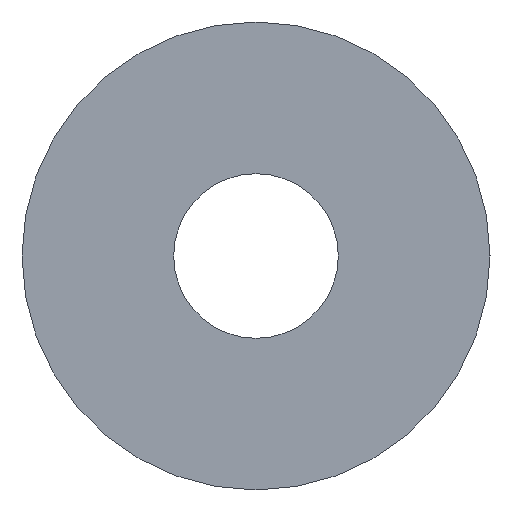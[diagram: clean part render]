
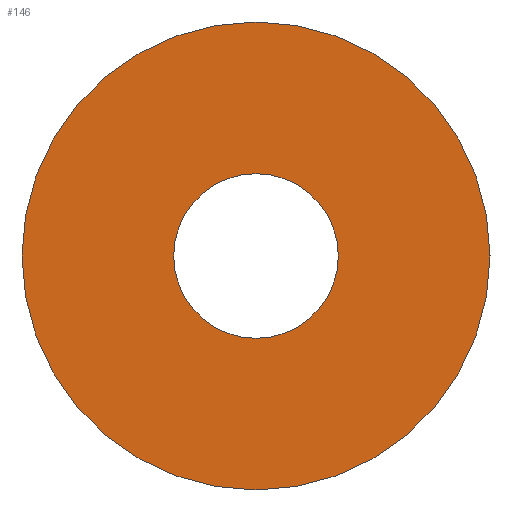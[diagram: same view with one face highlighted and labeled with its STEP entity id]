
A CAD part, left-side view. The second image highlights one B-rep face of the part: STEP entity #146.
In plain terms, the highlighted planar face has unit normal (-1, 0, 0).
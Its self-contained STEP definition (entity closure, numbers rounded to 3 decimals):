
#72 = EDGE_CURVE( '', #94, #158, #184, .T. );
#74 = VERTEX_POINT( '', #186 );
#94 = VERTEX_POINT( '', #211 );
#96 = EDGE_CURVE( '', #74, #104, #213, .T. );
#104 = VERTEX_POINT( '', #221 );
#118 = EDGE_CURVE( '', #158, #94, #237, .T. );
#144 = EDGE_CURVE( '', #104, #74, #266, .T. );
#146 = ADVANCED_FACE( '', ( #268, #269 ), #270, .T. );
#158 = VERTEX_POINT( '', #284 );
#184 = CIRCLE( '', #301, 29. );
#186 = CARTESIAN_POINT( '', ( -88., 10.2, 0. ) );
#211 = CARTESIAN_POINT( '', ( -88., 29., 0. ) );
#213 = CIRCLE( '', #333, 10.2 );
#221 = CARTESIAN_POINT( '', ( -88., -10.2, 0. ) );
#237 = CIRCLE( '', #364, 29. );
#266 = CIRCLE( '', #400, 10.2 );
#268 = FACE_BOUND( '', #402, .T. );
#269 = FACE_OUTER_BOUND( '', #403, .T. );
#270 = PLANE( '', #404 );
#284 = CARTESIAN_POINT( '', ( -88., -29., 0. ) );
#301 = AXIS2_PLACEMENT_3D( '', #439, #440, #441 );
#333 = AXIS2_PLACEMENT_3D( '', #480, #481, #482 );
#364 = AXIS2_PLACEMENT_3D( '', #512, #513, #514 );
#400 = AXIS2_PLACEMENT_3D( '', #546, #547, #548 );
#402 = EDGE_LOOP( '', ( #550, #551 ) );
#403 = EDGE_LOOP( '', ( #552, #553 ) );
#404 = AXIS2_PLACEMENT_3D( '', #554, #555, #556 );
#439 = CARTESIAN_POINT( '', ( -88., 0., 0. ) );
#440 = DIRECTION( '', ( -1., 0., 0. ) );
#441 = DIRECTION( '', ( 0., 1., 0. ) );
#480 = CARTESIAN_POINT( '', ( -88., 0., 0. ) );
#481 = DIRECTION( '', ( -1., 0., 0. ) );
#482 = DIRECTION( '', ( 0., 1., 0. ) );
#512 = CARTESIAN_POINT( '', ( -88., 0., 0. ) );
#513 = DIRECTION( '', ( -1., 0., 0. ) );
#514 = DIRECTION( '', ( 0., 1., 0. ) );
#546 = CARTESIAN_POINT( '', ( -88., 0., 0. ) );
#547 = DIRECTION( '', ( -1., 0., 0. ) );
#548 = DIRECTION( '', ( 0., 1., 0. ) );
#550 = ORIENTED_EDGE( '', *, *, #96, .F. );
#551 = ORIENTED_EDGE( '', *, *, #144, .F. );
#552 = ORIENTED_EDGE( '', *, *, #72, .T. );
#553 = ORIENTED_EDGE( '', *, *, #118, .T. );
#554 = CARTESIAN_POINT( '', ( -88., 19.6, 0. ) );
#555 = DIRECTION( '', ( -1., 0., 0. ) );
#556 = DIRECTION( '', ( 0., 1., 0. ) );
